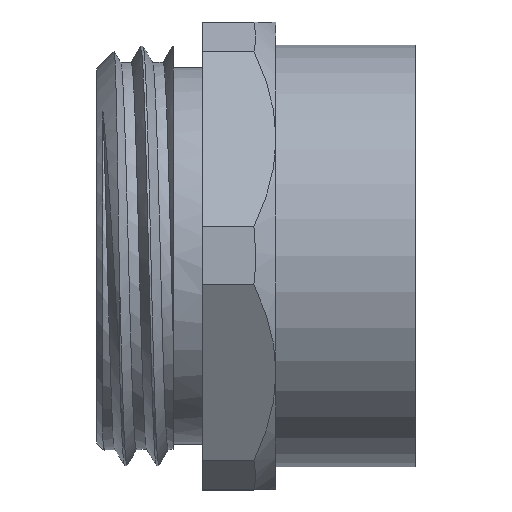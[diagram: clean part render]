
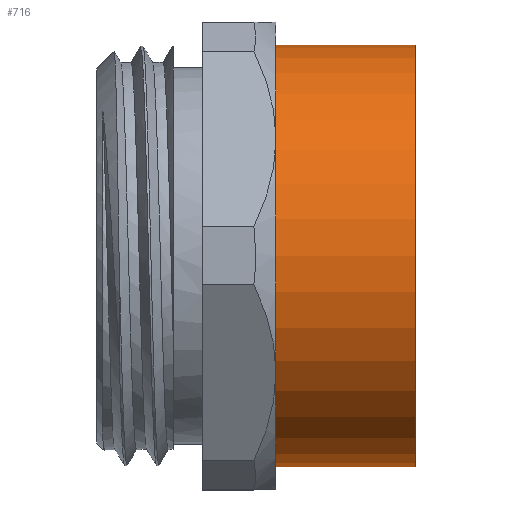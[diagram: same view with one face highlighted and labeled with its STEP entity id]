
A CAD part, top view. The second image highlights one B-rep face of the part: STEP entity #716.
In plain terms, the highlighted cylindrical face has radius 9.915 mm (diameter 19.83 mm), a full revolution.
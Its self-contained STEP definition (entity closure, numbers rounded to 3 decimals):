
#40=CYLINDRICAL_SURFACE('',#793,9.915);
#141=FACE_BOUND('',#248,.T.);
#187=FACE_OUTER_BOUND('',#247,.T.);
#247=EDGE_LOOP('',(#659));
#248=EDGE_LOOP('',(#660));
#271=CIRCLE('',#777,9.915);
#272=CIRCLE('',#779,9.915);
#360=VERTEX_POINT('',#2913);
#361=VERTEX_POINT('',#2916);
#458=EDGE_CURVE('',#360,#360,#271,.T.);
#459=EDGE_CURVE('',#361,#361,#272,.T.);
#659=ORIENTED_EDGE('',*,*,#458,.T.);
#660=ORIENTED_EDGE('',*,*,#459,.F.);
#716=ADVANCED_FACE('',(#187,#141),#40,.T.);
#777=AXIS2_PLACEMENT_3D('',#2914,#929,#930);
#779=AXIS2_PLACEMENT_3D('',#2917,#933,#934);
#793=AXIS2_PLACEMENT_3D('',#2936,#961,#962);
#929=DIRECTION('center_axis',(1.,0.,0.));
#930=DIRECTION('ref_axis',(0.,0.,-1.));
#933=DIRECTION('center_axis',(1.,0.,0.));
#934=DIRECTION('ref_axis',(0.,0.,-1.));
#961=DIRECTION('center_axis',(1.,0.,0.));
#962=DIRECTION('ref_axis',(0.,1.,0.));
#2913=CARTESIAN_POINT('',(-6.56,9.915,0.));
#2914=CARTESIAN_POINT('Origin',(-6.56,0.,0.));
#2916=CARTESIAN_POINT('',(0.,9.915,0.));
#2917=CARTESIAN_POINT('Origin',(0.,0.,0.));
#2936=CARTESIAN_POINT('Origin',(-3.28,0.,0.));
